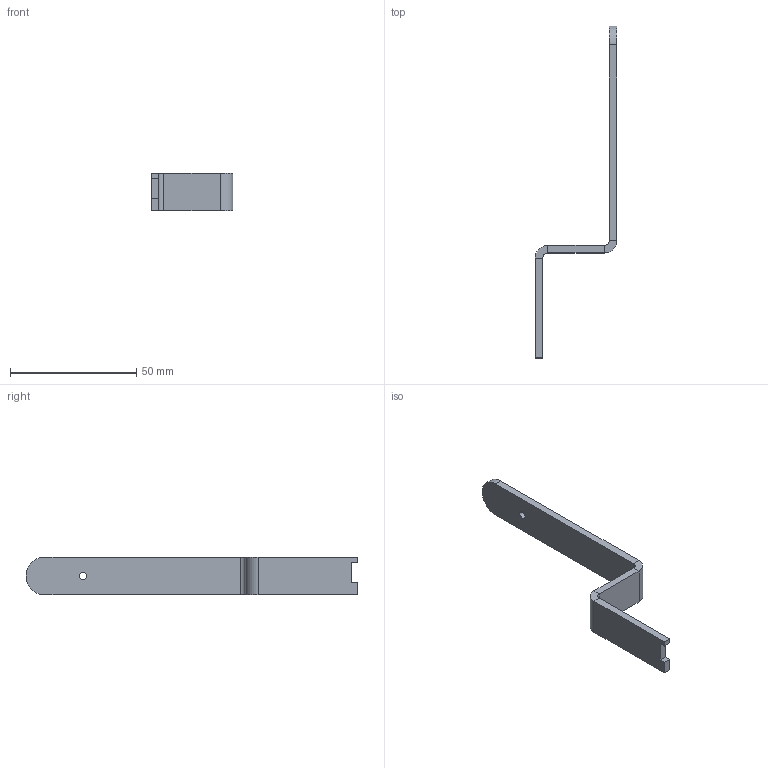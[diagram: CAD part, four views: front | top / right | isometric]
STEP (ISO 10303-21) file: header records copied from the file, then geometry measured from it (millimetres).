
FILE_DESCRIPTION (( 'STEP AP214' ), '1' );
FILE_NAME ('SIDEARM2.STEP', '2021-11-13T20:11:33', ( '' ), ( '' ), 'SwSTEP 2.0', 'SolidWorks 2020', '' );
FILE_SCHEMA (( 'AUTOMOTIVE_DESIGN' ));
Length unit declared in the file: millimetre
Products named in the file (1): SIDEARM2
Bounding box: 32.25 x 131.25 x 15 mm (x, y, z)
Volume: 6933.9 mm3; surface area: 5681.5 mm2
Topology: 1 solids, 1 shells, 28 faces, 62 edges, 36 vertices
Faces by surface type: plane 21, cylinder 7
Entity records: 790 total; most frequent: DIRECTION 134, CARTESIAN_POINT 127, ORIENTED_EDGE 124, EDGE_CURVE 62, LINE 48, VECTOR 48, AXIS2_PLACEMENT_3D 43, VERTEX_POINT 36
